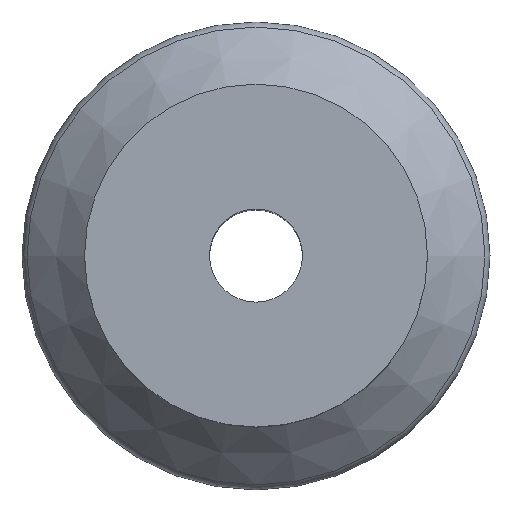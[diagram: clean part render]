
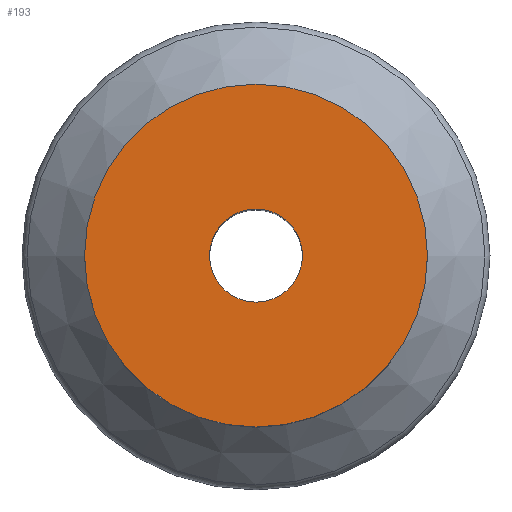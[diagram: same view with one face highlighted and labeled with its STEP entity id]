
A CAD part, top view. The second image highlights one B-rep face of the part: STEP entity #193.
In plain terms, the highlighted planar face has unit normal (0, 0, 1).
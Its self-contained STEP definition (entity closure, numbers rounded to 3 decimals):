
#19=FACE_BOUND('',#56,.T.);
#23=PLANE('',#231);
#38=FACE_OUTER_BOUND('',#55,.T.);
#55=EDGE_LOOP('',(#162));
#56=EDGE_LOOP('',(#163));
#89=CIRCLE('',#232,2.95);
#90=CIRCLE('',#233,0.8);
#104=VERTEX_POINT('',#347);
#105=VERTEX_POINT('',#349);
#124=EDGE_CURVE('',#104,#104,#89,.T.);
#125=EDGE_CURVE('',#105,#105,#90,.T.);
#162=ORIENTED_EDGE('',*,*,#124,.T.);
#163=ORIENTED_EDGE('',*,*,#125,.T.);
#193=ADVANCED_FACE('',(#38,#19),#23,.F.);
#231=AXIS2_PLACEMENT_3D('',#346,#287,#288);
#232=AXIS2_PLACEMENT_3D('',#348,#289,#290);
#233=AXIS2_PLACEMENT_3D('',#350,#291,#292);
#287=DIRECTION('center_axis',(0.,0.,
-1.));
#288=DIRECTION('ref_axis',(1.,0.,0.));
#289=DIRECTION('center_axis',(0.,0.,
1.));
#290=DIRECTION('ref_axis',(1.,0.,0.));
#291=DIRECTION('center_axis',(0.,0.,
-1.));
#292=DIRECTION('ref_axis',(1.,0.,0.));
#346=CARTESIAN_POINT('Origin',(20.,20.5,33.05));
#347=CARTESIAN_POINT('',(17.05,20.5,33.05));
#348=CARTESIAN_POINT('Origin',(20.,20.5,33.05));
#349=CARTESIAN_POINT('',(19.2,20.5,33.05));
#350=CARTESIAN_POINT('Origin',(20.,20.5,33.05));
